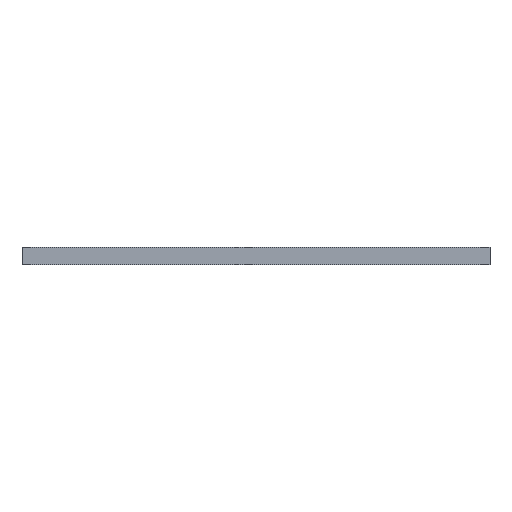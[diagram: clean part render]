
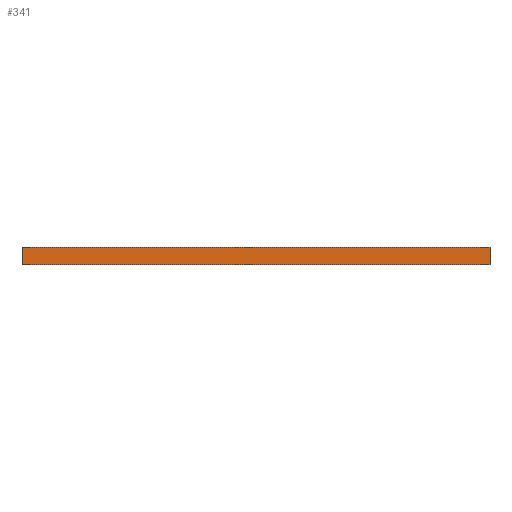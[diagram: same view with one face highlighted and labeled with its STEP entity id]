
A CAD part, left-side view. The second image highlights one B-rep face of the part: STEP entity #341.
In plain terms, the highlighted planar face has unit normal (-1, 0, 0).
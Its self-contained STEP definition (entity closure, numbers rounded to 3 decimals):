
#341=ADVANCED_FACE('',(#840),#842,.T.);
#840=FACE_BOUND('',#841,.T.);
#841=EDGE_LOOP('',(#1261,#1262,#1263,#1264));
#842=PLANE('',#843);
#843=AXIS2_PLACEMENT_3D('',#844,#845,#846);
#844=CARTESIAN_POINT('',(-80.,-67.,0.));
#845=DIRECTION('',(-1.,0.,0.));
#846=DIRECTION('',(0.,0.,1.));
#1261=ORIENTED_EDGE('',*,*,#1512,.T.);
#1262=ORIENTED_EDGE('',*,*,#1453,.T.);
#1263=ORIENTED_EDGE('',*,*,#1513,.F.);
#1264=ORIENTED_EDGE('',*,*,#1374,.F.);
#1374=EDGE_CURVE('',#1548,#1550,#1551,.T.);
#1453=EDGE_CURVE('',#1708,#1706,#1709,.T.);
#1512=EDGE_CURVE('',#1548,#1708,#1796,.T.);
#1513=EDGE_CURVE('',#1550,#1706,#1797,.T.);
#1548=VERTEX_POINT('',#1840);
#1550=VERTEX_POINT('',#1844);
#1551=LINE('',#1845,#1846);
#1706=VERTEX_POINT('',#2172);
#1708=VERTEX_POINT('',#2176);
#1709=LINE('',#2177,#2178);
#1796=LINE('',#2398,#2399);
#1797=LINE('',#2401,#2402);
#1840=CARTESIAN_POINT('',(-80.,-67.,0.));
#1844=CARTESIAN_POINT('',(-80.,67.,0.));
#1845=CARTESIAN_POINT('',(-80.,-67.,0.));
#1846=VECTOR('',#1847,1.);
#1847=DIRECTION('',(0.,1.,0.));
#2172=CARTESIAN_POINT('',(-80.,67.,5.));
#2176=CARTESIAN_POINT('',(-80.,-67.,5.));
#2177=CARTESIAN_POINT('',(-80.,-67.,5.));
#2178=VECTOR('',#2179,1.);
#2179=DIRECTION('',(0.,1.,0.));
#2398=CARTESIAN_POINT('',(-80.,-67.,0.));
#2399=VECTOR('',#2400,1.);
#2400=DIRECTION('',(0.,0.,1.));
#2401=CARTESIAN_POINT('',(-80.,67.,0.));
#2402=VECTOR('',#2403,1.);
#2403=DIRECTION('',(0.,0.,1.));
